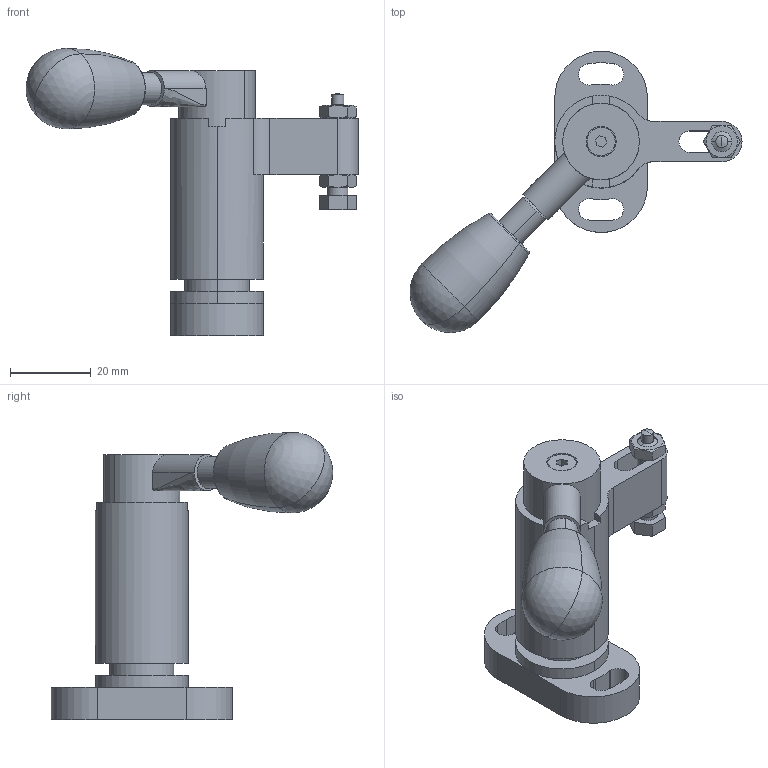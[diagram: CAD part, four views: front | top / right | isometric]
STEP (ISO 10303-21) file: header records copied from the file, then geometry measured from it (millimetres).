
FILE_DESCRIPTION (( 'STEP AP203' ), '1' );
FILE_NAME ('qlswc150l-np.STEP', '2021-10-21T08:37:09', ( '' ), ( '' ), 'SwSTEP 2.0', 'SolidWorks 2020', '' );
FILE_SCHEMA (( 'CONFIG_CONTROL_DESIGN' ));
Length unit declared in the file: millimetre
Products named in the file (7): qlswc150l-np_01; qlswc150l-np_02; qlswc150l-np_05; qlswc150l-np_04; qlswc150l-np_03; qlswc150l-np; qlswc150l-np_06
Assembly tree (6 placements, depth 2):
  qlswc150l-np
    qlswc150l-np_01
    qlswc150l-np_02
    qlswc150l-np_03
    qlswc150l-np_04
    qlswc150l-np_05
    qlswc150l-np_06
Bounding box: 82.44 x 69.97 x 71.33 mm (x, y, z)
Volume: 40370.7 mm3; surface area: 18185.8 mm2
Topology: 6 solids, 6 shells, 143 faces, 349 edges, 227 vertices
Faces by surface type: plane 66, cylinder 55, cone 12, torus 4, sphere 4, bspline 2
Entity records: 5192 total; most frequent: CARTESIAN_POINT 1036, DIRECTION 751, ORIENTED_EDGE 690, EDGE_CURVE 345, AXIS2_PLACEMENT_3D 298, VERTEX_POINT 225, EDGE_LOOP 166, VECTOR 155
